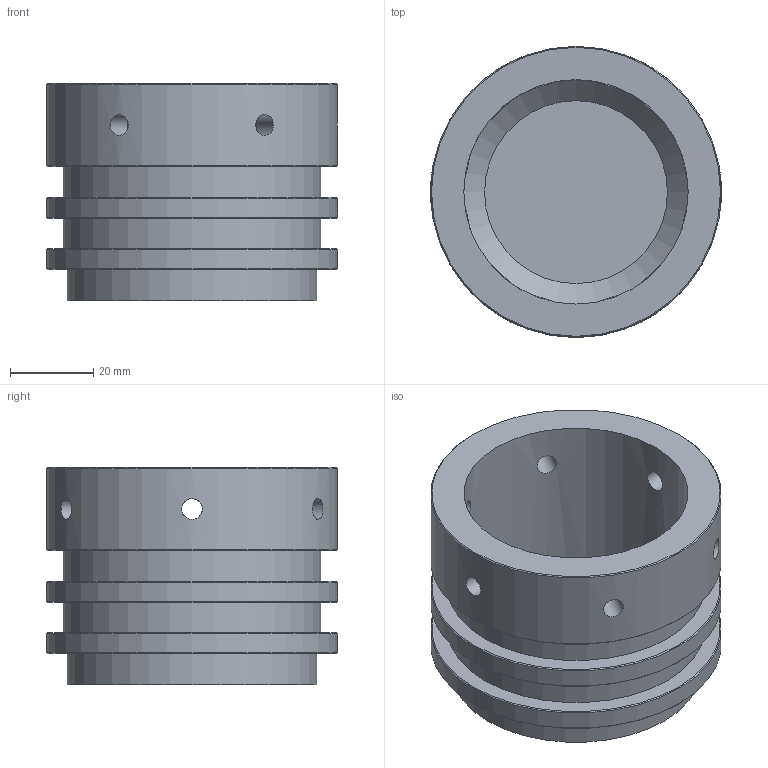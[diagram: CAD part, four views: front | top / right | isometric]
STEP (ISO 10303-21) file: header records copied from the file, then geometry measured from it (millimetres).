
FILE_DESCRIPTION( ( 'STEP AP203' ), '1' );
FILE_NAME( 'BOUCHON MOTEUR.step', ' ', ( ' ' ), ( ' ' ), 'PSStep 10.0', ' ', ' ' );
FILE_SCHEMA( ( 'CONFIG_CONTROL_DESIGN' ) );
Length unit declared in the file: millimetre
Products named in the file (1): 1
Bounding box: 70 x 70 x 52.2 mm (x, y, z)
Volume: 80836.3 mm3; surface area: 29184.1 mm2
Topology: 1 solids, 1 shells, 28 faces, 60 edges, 38 vertices
Faces by surface type: cylinder 13, plane 8, cone 7
Full cylindrical faces by diameter (mm): 5 x6, 54 x1, 60 x1, 62 x2, 70 x3
Entity records: 1390 total; most frequent: CARTESIAN_POINT 839, DIRECTION 100, EDGE_LOOP 66, ORIENTED_EDGE 66, AXIS2_PLACEMENT_3D 50, FACE_OUTER_BOUND 41, EDGE_CURVE 33, VERTEX_POINT 33
